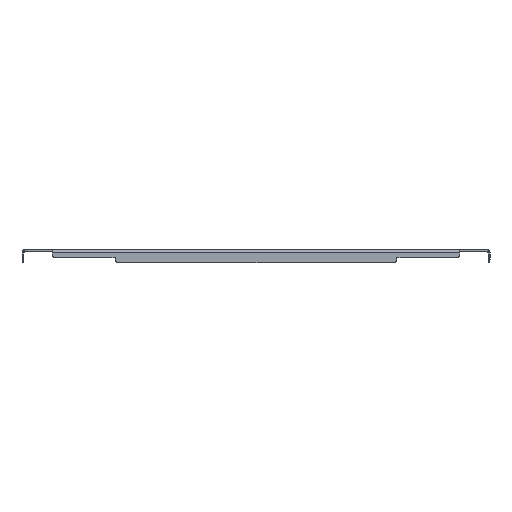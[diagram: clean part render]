
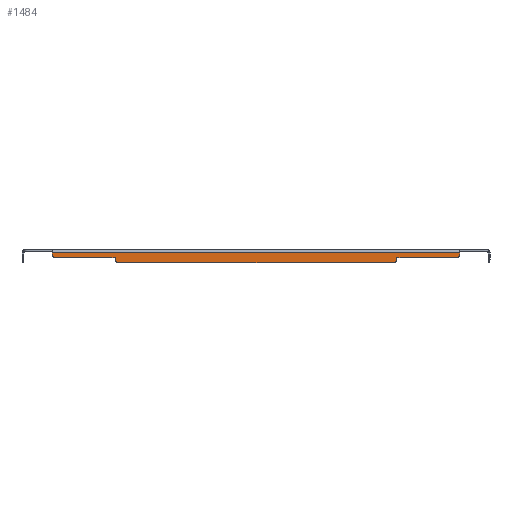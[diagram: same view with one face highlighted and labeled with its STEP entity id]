
A CAD part, left-side view. The second image highlights one B-rep face of the part: STEP entity #1484.
In plain terms, the highlighted planar face has unit normal (-1, 0, 0).
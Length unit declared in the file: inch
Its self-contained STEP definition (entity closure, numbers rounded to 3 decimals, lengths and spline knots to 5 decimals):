
#160 = VERTEX_POINT ( 'NONE', #4013 ) ;
#197 = DIRECTION ( 'NONE',  ( -1., 0., 0. ) ) ;
#238 = EDGE_CURVE ( 'NONE', #1076, #160, #1114, .T. ) ;
#286 = ORIENTED_EDGE ( 'NONE', *, *, #1962, .T. ) ;
#312 = AXIS2_PLACEMENT_3D ( 'NONE', #1550, #4078, #1525 ) ;
#319 = EDGE_CURVE ( 'NONE', #1452, #2136, #3196, .T. ) ;
#430 = CARTESIAN_POINT ( 'NONE',  ( -21.96875, -13.40625, 0. ) ) ;
#490 = LINE ( 'NONE', #1754, #1660 ) ;
#517 = EDGE_CURVE ( 'NONE', #3635, #3849, #2334, .T. ) ;
#575 = PLANE ( 'NONE',  #608 ) ;
#589 = ORIENTED_EDGE ( 'NONE', *, *, #1238, .T. ) ;
#608 = AXIS2_PLACEMENT_3D ( 'NONE', #2800, #197, #4063 ) ;
#639 = CARTESIAN_POINT ( 'NONE',  ( -21.96875, -13.40625, -0.237 ) ) ;
#749 = LINE ( 'NONE', #2012, #1735 ) ;
#767 = ORIENTED_EDGE ( 'NONE', *, *, #1088, .T. ) ;
#812 = CARTESIAN_POINT ( 'NONE',  ( -21.96875, 15.28125, -0.875 ) ) ;
#914 = DIRECTION ( 'NONE',  ( 0., 0., 1. ) ) ;
#966 = CARTESIAN_POINT ( 'NONE',  ( -21.96875, -13.40625, -0.237 ) ) ;
#1051 = VERTEX_POINT ( 'NONE', #3454 ) ;
#1069 = CIRCLE ( 'NONE', #1399, 0.25 ) ;
#1076 = VERTEX_POINT ( 'NONE', #1826 ) ;
#1088 = EDGE_CURVE ( 'NONE', #2336, #1678, #1069, .T. ) ;
#1114 = CIRCLE ( 'NONE', #312, 0.25 ) ;
#1185 = CARTESIAN_POINT ( 'NONE',  ( -21.96875, 13.40625, -0.237 ) ) ;
#1205 = EDGE_CURVE ( 'NONE', #1646, #2954, #2271, .T. ) ;
#1230 = DIRECTION ( 'NONE',  ( -1., 0., 0. ) ) ;
#1238 = EDGE_CURVE ( 'NONE', #2954, #2136, #1989, .T. ) ;
#1308 = DIRECTION ( 'NONE',  ( 0., 0., 1. ) ) ;
#1326 = CARTESIAN_POINT ( 'NONE',  ( -21.96875, -9.28125, -0.71875 ) ) ;
#1352 = DIRECTION ( 'NONE',  ( -1., 0., 0. ) ) ;
#1371 = CARTESIAN_POINT ( 'NONE',  ( -21.96875, -13.40625, -0.3125 ) ) ;
#1399 = AXIS2_PLACEMENT_3D ( 'NONE', #4068, #1230, #914 ) ;
#1452 = VERTEX_POINT ( 'NONE', #1185 ) ;
#1483 = DIRECTION ( 'NONE',  ( 0., -1., 0. ) ) ;
#1484 = ADVANCED_FACE ( 'NONE', ( #3430 ), #575, .T. ) ;
#1525 = DIRECTION ( 'NONE',  ( 0., 0., 1. ) ) ;
#1532 = VECTOR ( 'NONE', #2889, 39.37008 ) ;
#1550 = CARTESIAN_POINT ( 'NONE',  ( -21.96875, -9.03125, -0.625 ) ) ;
#1619 = LINE ( 'NONE', #1326, #1532 ) ;
#1646 = VERTEX_POINT ( 'NONE', #4045 ) ;
#1660 = VECTOR ( 'NONE', #3031, 39.37008 ) ;
#1672 = DIRECTION ( 'NONE',  ( 0., -1., 0. ) ) ;
#1678 = VERTEX_POINT ( 'NONE', #3718 ) ;
#1735 = VECTOR ( 'NONE', #1993, 39.37008 ) ;
#1754 = CARTESIAN_POINT ( 'NONE',  ( -21.96875, 9.28125, -0.71875 ) ) ;
#1826 = CARTESIAN_POINT ( 'NONE',  ( -21.96875, -9.03125, -0.875 ) ) ;
#1868 = VECTOR ( 'NONE', #3957, 39.37008 ) ;
#1912 = EDGE_CURVE ( 'NONE', #2903, #1646, #749, .T. ) ;
#1938 = ORIENTED_EDGE ( 'NONE', *, *, #517, .T. ) ;
#1962 = EDGE_CURVE ( 'NONE', #1678, #1076, #3035, .T. ) ;
#1978 = DIRECTION ( 'NONE',  ( 0., 0., 1. ) ) ;
#1989 = LINE ( 'NONE', #430, #1868 ) ;
#1993 = DIRECTION ( 'NONE',  ( 0., -1., 0. ) ) ;
#2012 = CARTESIAN_POINT ( 'NONE',  ( -21.96875, 15.28125, -0.5625 ) ) ;
#2074 = DIRECTION ( 'NONE',  ( 0., -1., 0. ) ) ;
#2122 = CARTESIAN_POINT ( 'NONE',  ( -21.96875, 13.40625, 0. ) ) ;
#2130 = ORIENTED_EDGE ( 'NONE', *, *, #319, .F. ) ;
#2136 = VERTEX_POINT ( 'NONE', #639 ) ;
#2160 = ORIENTED_EDGE ( 'NONE', *, *, #1912, .T. ) ;
#2209 = CARTESIAN_POINT ( 'NONE',  ( -21.96875, 9.28125, -0.625 ) ) ;
#2251 = VECTOR ( 'NONE', #1672, 39.37008 ) ;
#2271 = CIRCLE ( 'NONE', #3537, 0.25 ) ;
#2295 = CARTESIAN_POINT ( 'NONE',  ( -21.96875, 13.15625, -0.3125 ) ) ;
#2334 = LINE ( 'NONE', #2393, #3815 ) ;
#2336 = VERTEX_POINT ( 'NONE', #2209 ) ;
#2393 = CARTESIAN_POINT ( 'NONE',  ( -21.96875, 15.28125, -0.5625 ) ) ;
#2448 = EDGE_CURVE ( 'NONE', #1051, #3635, #3264, .T. ) ;
#2457 = LINE ( 'NONE', #2122, #4047 ) ;
#2550 = ORIENTED_EDGE ( 'NONE', *, *, #3846, .T. ) ;
#2599 = ORIENTED_EDGE ( 'NONE', *, *, #2448, .T. ) ;
#2646 = ORIENTED_EDGE ( 'NONE', *, *, #1205, .T. ) ;
#2720 = ORIENTED_EDGE ( 'NONE', *, *, #238, .T. ) ;
#2800 = CARTESIAN_POINT ( 'NONE',  ( -21.96875, 15.28125, 0. ) ) ;
#2841 = EDGE_LOOP ( 'NONE', ( #2550, #2599, #1938, #3937, #767, #286, #2720, #3609, #2160, #2646, #589, #2130 ) ) ;
#2889 = DIRECTION ( 'NONE',  ( 0., 0., -1. ) ) ;
#2903 = VERTEX_POINT ( 'NONE', #3291 ) ;
#2943 = VECTOR ( 'NONE', #2074, 39.37008 ) ;
#2954 = VERTEX_POINT ( 'NONE', #1371 ) ;
#3031 = DIRECTION ( 'NONE',  ( 0., 0., -1. ) ) ;
#3035 = LINE ( 'NONE', #812, #2943 ) ;
#3196 = LINE ( 'NONE', #966, #2251 ) ;
#3220 = EDGE_CURVE ( 'NONE', #2903, #160, #1619, .T. ) ;
#3264 = CIRCLE ( 'NONE', #3460, 0.25 ) ;
#3291 = CARTESIAN_POINT ( 'NONE',  ( -21.96875, -9.28125, -0.5625 ) ) ;
#3400 = DIRECTION ( 'NONE',  ( 0., 0., -1. ) ) ;
#3430 = FACE_OUTER_BOUND ( 'NONE', #2841, .T. ) ;
#3454 = CARTESIAN_POINT ( 'NONE',  ( -21.96875, 13.40625, -0.3125 ) ) ;
#3460 = AXIS2_PLACEMENT_3D ( 'NONE', #2295, #3585, #1978 ) ;
#3506 = CARTESIAN_POINT ( 'NONE',  ( -21.96875, 13.15625, -0.5625 ) ) ;
#3516 = CARTESIAN_POINT ( 'NONE',  ( -21.96875, -13.15625, -0.3125 ) ) ;
#3537 = AXIS2_PLACEMENT_3D ( 'NONE', #3516, #1352, #1308 ) ;
#3585 = DIRECTION ( 'NONE',  ( -1., 0., 0. ) ) ;
#3609 = ORIENTED_EDGE ( 'NONE', *, *, #3220, .F. ) ;
#3635 = VERTEX_POINT ( 'NONE', #3506 ) ;
#3718 = CARTESIAN_POINT ( 'NONE',  ( -21.96875, 9.03125, -0.875 ) ) ;
#3815 = VECTOR ( 'NONE', #1483, 39.37008 ) ;
#3829 = CARTESIAN_POINT ( 'NONE',  ( -21.96875, 9.28125, -0.5625 ) ) ;
#3846 = EDGE_CURVE ( 'NONE', #1452, #1051, #2457, .T. ) ;
#3849 = VERTEX_POINT ( 'NONE', #3829 ) ;
#3937 = ORIENTED_EDGE ( 'NONE', *, *, #4095, .T. ) ;
#3957 = DIRECTION ( 'NONE',  ( 0., 0., 1. ) ) ;
#4013 = CARTESIAN_POINT ( 'NONE',  ( -21.96875, -9.28125, -0.625 ) ) ;
#4045 = CARTESIAN_POINT ( 'NONE',  ( -21.96875, -13.15625, -0.5625 ) ) ;
#4047 = VECTOR ( 'NONE', #3400, 39.37008 ) ;
#4063 = DIRECTION ( 'NONE',  ( 0., 0., 1. ) ) ;
#4068 = CARTESIAN_POINT ( 'NONE',  ( -21.96875, 9.03125, -0.625 ) ) ;
#4078 = DIRECTION ( 'NONE',  ( -1., 0., 0. ) ) ;
#4095 = EDGE_CURVE ( 'NONE', #3849, #2336, #490, .T. ) ;
